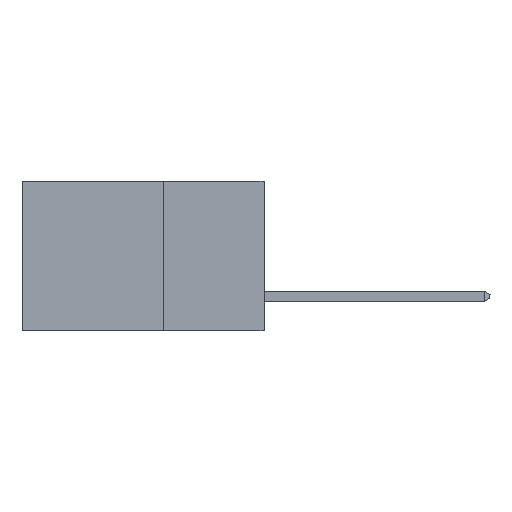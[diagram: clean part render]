
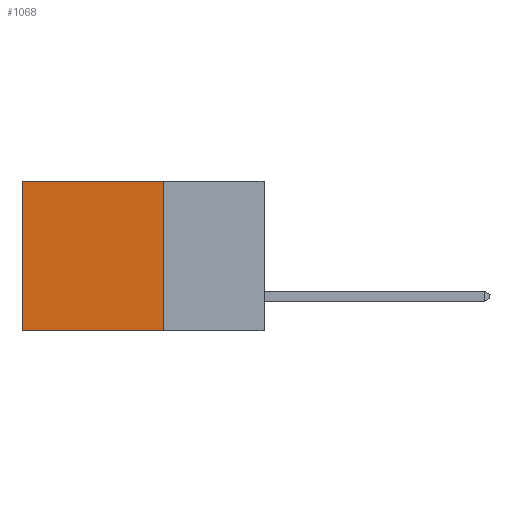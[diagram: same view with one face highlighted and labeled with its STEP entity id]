
A CAD part, left-side view. The second image highlights one B-rep face of the part: STEP entity #1068.
In plain terms, the highlighted planar face has unit normal (-1, 0, 0).
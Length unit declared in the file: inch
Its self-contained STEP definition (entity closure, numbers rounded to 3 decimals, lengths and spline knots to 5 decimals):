
#58 = ORIENTED_EDGE ( 'NONE', *, *, #15019, .T. ) ;
#396 = PLANE ( 'NONE',  #15938 ) ;
#618 = EDGE_CURVE ( 'NONE', #12990, #14796, #16527, .T. ) ;
#1068 = ADVANCED_FACE ( 'NONE', ( #3393 ), #396, .F. ) ;
#1277 = DIRECTION ( 'NONE',  ( 0., 0., -1. ) ) ;
#1624 = VECTOR ( 'NONE', #4452, 39.37008 ) ;
#1745 = VECTOR ( 'NONE', #11369, 39.37008 ) ;
#1873 = CARTESIAN_POINT ( 'NONE',  ( 0.2615, 0.25, -0.37 ) ) ;
#2047 = LINE ( 'NONE', #1873, #10652 ) ;
#2195 = EDGE_CURVE ( 'NONE', #14796, #9121, #2047, .T. ) ;
#2565 = VECTOR ( 'NONE', #1277, 39.37008 ) ;
#3037 = ORIENTED_EDGE ( 'NONE', *, *, #618, .F. ) ;
#3393 = FACE_OUTER_BOUND ( 'NONE', #4573, .T. ) ;
#4412 = CARTESIAN_POINT ( 'NONE',  ( 0.2615, 0.6, -0.37 ) ) ;
#4443 = VERTEX_POINT ( 'NONE', #4721 ) ;
#4452 = DIRECTION ( 'NONE',  ( 0., 0., -1. ) ) ;
#4573 = EDGE_LOOP ( 'NONE', ( #58, #11492, #3037, #8810 ) ) ;
#4721 = CARTESIAN_POINT ( 'NONE',  ( 0.2615, 0.6, 0. ) ) ;
#5265 = EDGE_CURVE ( 'NONE', #12990, #4443, #8817, .T. ) ;
#5656 = CARTESIAN_POINT ( 'NONE',  ( 0.2615, 0.25, -0.37 ) ) ;
#5943 = CARTESIAN_POINT ( 'NONE',  ( 0.2615, 0.25, -0.37 ) ) ;
#6621 = LINE ( 'NONE', #10738, #2565 ) ;
#7227 = DIRECTION ( 'NONE',  ( 0., 1., 0. ) ) ;
#8810 = ORIENTED_EDGE ( 'NONE', *, *, #5265, .T. ) ;
#8817 = LINE ( 'NONE', #16728, #1745 ) ;
#9121 = VERTEX_POINT ( 'NONE', #4412 ) ;
#10652 = VECTOR ( 'NONE', #7227, 39.37008 ) ;
#10738 = CARTESIAN_POINT ( 'NONE',  ( 0.2615, 0.6, -0.37 ) ) ;
#10894 = DIRECTION ( 'NONE',  ( 1., 0., 0. ) ) ;
#11369 = DIRECTION ( 'NONE',  ( 0., 1., 0. ) ) ;
#11492 = ORIENTED_EDGE ( 'NONE', *, *, #2195, .F. ) ;
#12990 = VERTEX_POINT ( 'NONE', #16297 ) ;
#14170 = DIRECTION ( 'NONE',  ( 0., 0., -1. ) ) ;
#14796 = VERTEX_POINT ( 'NONE', #16371 ) ;
#15019 = EDGE_CURVE ( 'NONE', #4443, #9121, #6621, .T. ) ;
#15938 = AXIS2_PLACEMENT_3D ( 'NONE', #5656, #10894, #14170 ) ;
#16297 = CARTESIAN_POINT ( 'NONE',  ( 0.2615, 0.25, 0. ) ) ;
#16371 = CARTESIAN_POINT ( 'NONE',  ( 0.2615, 0.25, -0.37 ) ) ;
#16527 = LINE ( 'NONE', #5943, #1624 ) ;
#16728 = CARTESIAN_POINT ( 'NONE',  ( 0.2615, 0.25, 0. ) ) ;
